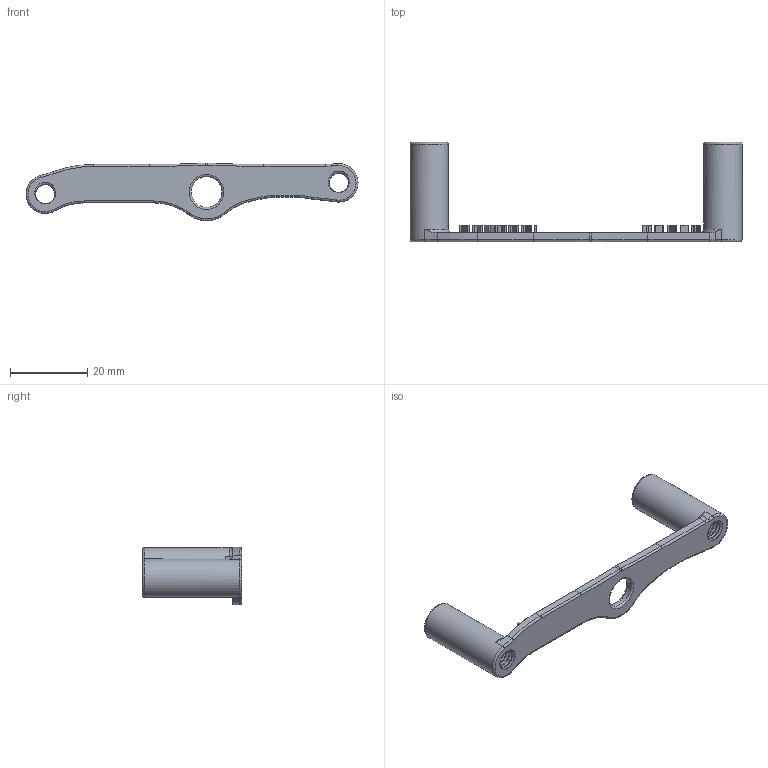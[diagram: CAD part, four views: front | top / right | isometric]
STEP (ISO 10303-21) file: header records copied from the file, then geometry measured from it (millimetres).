
FILE_DESCRIPTION(/* description */ ('','CAx-IF Rec.Pracs.---Representation and Presentation of Product Manufacturing Information (PMI)---4.0---2014-10-13'),/* implementation_level */ '2;1');
FILE_NAME(/* name */ 'N20 N26 Bxx N63T3 Coil Pack Brackets.step',/* time_stamp */ '2024-12-17T09:05:22+11:00',/* author */ (''),/* organization */ (''),/* preprocessor_version */ 'ST-DEVELOPER v20',/* originating_system */ 'Autodesk Translation Framework v13.20.0.188',/* authorisation */ '');
FILE_SCHEMA (('AP242_MANAGED_MODEL_BASED_3D_ENGINEERING_MIM_LF { 1 0 10303 442 1 1 4 }'));
Length unit declared in the file: millimetre
Products named in the file (1): B48 Coil Retrofit N20 Revised
Bounding box: 86.22 x 25.75 x 15 mm (x, y, z)
Volume: 4459.7 mm3; surface area: 5511.2 mm2
Topology: 1 solids, 1 shells, 448 faces, 1282 edges, 847 vertices
Faces by surface type: plane 286, cylinder 132, torus 26, bspline 4
Full cylindrical faces by diameter (mm): 5.035 x26, 6.147 x14, 8 x1, 10 x2
Entity records: 20667 total; most frequent: CARTESIAN_POINT 9281, ORIENTED_EDGE 2564, DIRECTION 2052, EDGE_CURVE 1282, LINE 940, VECTOR 940, VERTEX_POINT 847, AXIS2_PLACEMENT_3D 556
